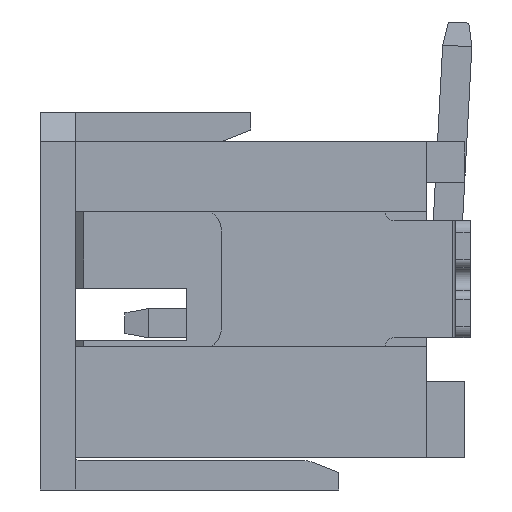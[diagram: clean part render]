
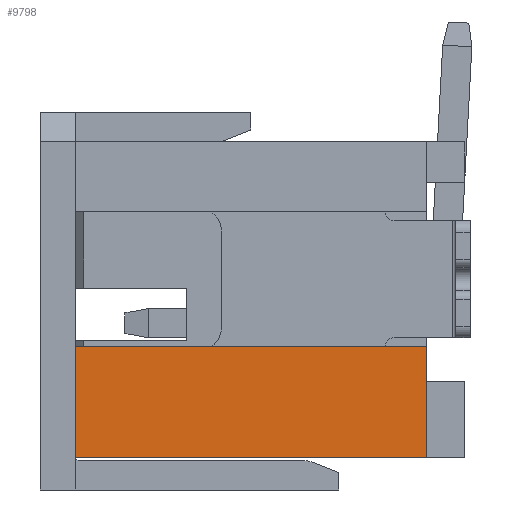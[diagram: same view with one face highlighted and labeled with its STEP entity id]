
A CAD part, left-side view. The second image highlights one B-rep face of the part: STEP entity #9798.
In plain terms, the highlighted planar face has unit normal (-1, 0, 0).
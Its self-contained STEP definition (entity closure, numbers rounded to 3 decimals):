
#1=DIRECTION('',(0.,0.,1.));
#2=VECTOR('',#1,1.9);
#3=CARTESIAN_POINT('',(0.,-6.,-5.4));
#4=LINE('',#3,#2);
#373=DIRECTION('',(0.,0.,-1.));
#374=VECTOR('',#373,1.9);
#375=CARTESIAN_POINT('',(0.,0.,-3.5));
#376=LINE('',#375,#374);
#2056=DIRECTION('',(0.,1.,0.));
#2057=VECTOR('',#2056,6.);
#2058=CARTESIAN_POINT('',(0.,-6.,-3.5));
#2059=LINE('',#2058,#2057);
#2439=DIRECTION('',(0.,-1.,0.));
#2440=VECTOR('',#2439,6.);
#2441=CARTESIAN_POINT('',(0.,0.,-5.4));
#2442=LINE('',#2441,#2440);
#7455=CARTESIAN_POINT('',(0.,0.,-3.5));
#7456=CARTESIAN_POINT('',(0.,0.,-5.4));
#7457=VERTEX_POINT('',#7455);
#7458=VERTEX_POINT('',#7456);
#7459=CARTESIAN_POINT('',(0.,-6.,-3.5));
#7460=VERTEX_POINT('',#7459);
#7535=CARTESIAN_POINT('',(0.,-6.,-5.4));
#7536=VERTEX_POINT('',#7535);
#9783=CARTESIAN_POINT('',(0.,-3.,-4.45));
#9784=DIRECTION('',(1.,0.,0.));
#9785=DIRECTION('',(0.,0.,1.));
#9786=AXIS2_PLACEMENT_3D('',#9783,#9784,#9785);
#9787=PLANE('',#9786);
#9789=ORIENTED_EDGE('',*,*,#9788,.F.);
#9791=ORIENTED_EDGE('',*,*,#9790,.F.);
#9793=ORIENTED_EDGE('',*,*,#9792,.F.);
#9795=ORIENTED_EDGE('',*,*,#9794,.F.);
#9796=EDGE_LOOP('',(#9789,#9791,#9793,#9795));
#9797=FACE_OUTER_BOUND('',#9796,.F.);
#9798=ADVANCED_FACE('',(#9797),#9787,.F.);
#9788=EDGE_CURVE('',#7536,#7460,#4,.T.);
#9790=EDGE_CURVE('',#7458,#7536,#2442,.T.);
#9792=EDGE_CURVE('',#7457,#7458,#376,.T.);
#9794=EDGE_CURVE('',#7460,#7457,#2059,.T.);
